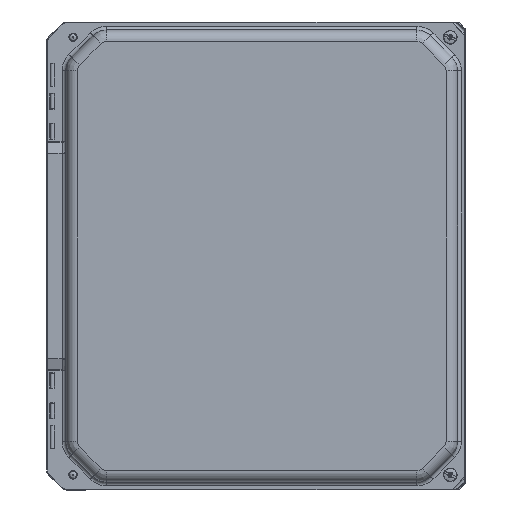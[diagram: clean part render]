
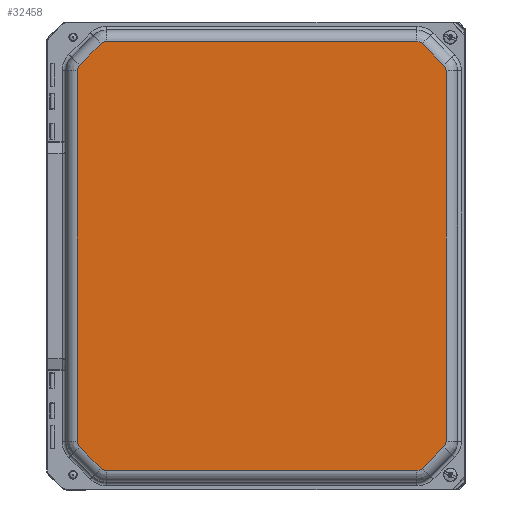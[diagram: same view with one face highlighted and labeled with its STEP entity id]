
A CAD part, top view. The second image highlights one B-rep face of the part: STEP entity #32458.
In plain terms, the highlighted planar face has unit normal (0, 0, 1).
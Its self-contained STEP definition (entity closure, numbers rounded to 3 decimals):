
#4612=LINE('',#72580,#6733);
#4615=LINE('',#72587,#6736);
#4616=LINE('',#72616,#6737);
#4617=LINE('',#72620,#6738);
#4618=LINE('',#72650,#6739);
#4620=LINE('',#72656,#6741);
#4621=LINE('',#72685,#6742);
#4622=LINE('',#72689,#6743);
#6733=VECTOR('',#46271,10.268);
#6736=VECTOR('',#46278,1.013);
#6737=VECTOR('',#46293,1.013);
#6738=VECTOR('',#46298,12.27);
#6739=VECTOR('',#46313,12.27);
#6741=VECTOR('',#46319,1.013);
#6742=VECTOR('',#46334,1.013);
#6743=VECTOR('',#46339,10.268);
#7338=PLANE('',#36509);
#9469=FACE_OUTER_BOUND('',#11626,.T.);
#11626=EDGE_LOOP('',(#29927,#29928,#29929,#29930,#29931,#29932,#29933,#29934,
#29935,#29936,#29937,#29938,#29939,#29940,#29941,#29942));
#13107=CIRCLE('',#36472,0.254);
#13113=CIRCLE('',#36480,0.254);
#13116=CIRCLE('',#36483,0.254);
#13120=CIRCLE('',#36489,0.254);
#13123=CIRCLE('',#36492,0.254);
#13127=CIRCLE('',#36498,0.254);
#13130=CIRCLE('',#36501,0.254);
#13133=CIRCLE('',#36506,0.254);
#15923=VERTEX_POINT('',#72570);
#15924=VERTEX_POINT('',#72572);
#15926=VERTEX_POINT('',#72578);
#15927=VERTEX_POINT('',#72583);
#15929=VERTEX_POINT('',#72597);
#15930=VERTEX_POINT('',#72609);
#15931=VERTEX_POINT('',#72614);
#15932=VERTEX_POINT('',#72618);
#15933=VERTEX_POINT('',#72630);
#15934=VERTEX_POINT('',#72642);
#15936=VERTEX_POINT('',#72648);
#15937=VERTEX_POINT('',#72652);
#15939=VERTEX_POINT('',#72666);
#15940=VERTEX_POINT('',#72678);
#15941=VERTEX_POINT('',#72683);
#15942=VERTEX_POINT('',#72687);
#20609=EDGE_CURVE('',#15923,#15924,#13107,.T.);
#20613=EDGE_CURVE('',#15926,#15923,#4612,.T.);
#20617=EDGE_CURVE('',#15924,#15927,#4615,.T.);
#20619=EDGE_CURVE('',#15929,#15926,#13113,.T.);
#20622=EDGE_CURVE('',#15927,#15930,#13116,.T.);
#20624=EDGE_CURVE('',#15931,#15929,#4616,.T.);
#20626=EDGE_CURVE('',#15930,#15932,#4617,.T.);
#20628=EDGE_CURVE('',#15933,#15931,#13120,.T.);
#20631=EDGE_CURVE('',#15932,#15934,#13123,.T.);
#20633=EDGE_CURVE('',#15936,#15933,#4618,.T.);
#20636=EDGE_CURVE('',#15934,#15937,#4620,.T.);
#20638=EDGE_CURVE('',#15939,#15936,#13127,.T.);
#20641=EDGE_CURVE('',#15937,#15940,#13130,.T.);
#20643=EDGE_CURVE('',#15941,#15939,#4621,.T.);
#20645=EDGE_CURVE('',#15940,#15942,#4622,.T.);
#20646=EDGE_CURVE('',#15942,#15941,#13133,.T.);
#29927=ORIENTED_EDGE('',*,*,#20609,.F.);
#29928=ORIENTED_EDGE('',*,*,#20613,.F.);
#29929=ORIENTED_EDGE('',*,*,#20619,.F.);
#29930=ORIENTED_EDGE('',*,*,#20624,.F.);
#29931=ORIENTED_EDGE('',*,*,#20628,.F.);
#29932=ORIENTED_EDGE('',*,*,#20633,.F.);
#29933=ORIENTED_EDGE('',*,*,#20638,.F.);
#29934=ORIENTED_EDGE('',*,*,#20643,.F.);
#29935=ORIENTED_EDGE('',*,*,#20646,.F.);
#29936=ORIENTED_EDGE('',*,*,#20645,.F.);
#29937=ORIENTED_EDGE('',*,*,#20641,.F.);
#29938=ORIENTED_EDGE('',*,*,#20636,.F.);
#29939=ORIENTED_EDGE('',*,*,#20631,.F.);
#29940=ORIENTED_EDGE('',*,*,#20626,.F.);
#29941=ORIENTED_EDGE('',*,*,#20622,.F.);
#29942=ORIENTED_EDGE('',*,*,#20617,.F.);
#32458=ADVANCED_FACE('',(#9469),#7338,.T.);
#36472=AXIS2_PLACEMENT_3D('',#72573,#46261,#46262);
#36480=AXIS2_PLACEMENT_3D('',#72599,#46281,#46282);
#36483=AXIS2_PLACEMENT_3D('',#72612,#46287,#46288);
#36489=AXIS2_PLACEMENT_3D('',#72632,#46301,#46302);
#36492=AXIS2_PLACEMENT_3D('',#72646,#46307,#46308);
#36498=AXIS2_PLACEMENT_3D('',#72668,#46322,#46323);
#36501=AXIS2_PLACEMENT_3D('',#72681,#46328,#46329);
#36506=AXIS2_PLACEMENT_3D('',#72699,#46340,#46341);
#36509=AXIS2_PLACEMENT_3D('',#72704,#46348,#46349);
#46261=DIRECTION('center_axis',(0.,0.,-1.));
#46262=DIRECTION('ref_axis',(-0.383,-0.924,0.));
#46271=DIRECTION('',(-1.,0.,0.));
#46278=DIRECTION('',(-0.707,0.707,0.));
#46281=DIRECTION('center_axis',(0.,0.,-1.));
#46282=DIRECTION('ref_axis',(0.383,-0.924,0.));
#46287=DIRECTION('center_axis',(0.,0.,-1.));
#46288=DIRECTION('ref_axis',(-0.924,-0.383,0.));
#46293=DIRECTION('',(-0.707,-0.707,0.));
#46298=DIRECTION('',(0.,1.,0.));
#46301=DIRECTION('center_axis',(0.,0.,-1.));
#46302=DIRECTION('ref_axis',(0.924,-0.383,0.));
#46307=DIRECTION('center_axis',(0.,0.,-1.));
#46308=DIRECTION('ref_axis',(-0.924,0.383,0.));
#46313=DIRECTION('',(0.,-1.,0.));
#46319=DIRECTION('',(0.707,0.707,0.));
#46322=DIRECTION('center_axis',(0.,0.,-1.));
#46323=DIRECTION('ref_axis',(0.924,0.383,0.));
#46328=DIRECTION('center_axis',(0.,0.,-1.));
#46329=DIRECTION('ref_axis',(-0.383,0.924,0.));
#46334=DIRECTION('',(0.707,-0.707,0.));
#46339=DIRECTION('',(1.,0.,0.));
#46340=DIRECTION('center_axis',(0.,0.,-1.));
#46341=DIRECTION('ref_axis',(0.383,0.924,0.));
#46348=DIRECTION('center_axis',(0.,0.,1.));
#46349=DIRECTION('ref_axis',(1.,0.,0.));
#72570=CARTESIAN_POINT('',(-4.946,-7.105,1.));
#72572=CARTESIAN_POINT('',(-5.125,-7.031,1.));
#72573=CARTESIAN_POINT('Origin',(-4.946,-6.852,1.));
#72578=CARTESIAN_POINT('',(5.323,-7.105,1.));
#72580=CARTESIAN_POINT('',(5.323,-7.105,1.));
#72583=CARTESIAN_POINT('',(-5.842,-6.315,1.));
#72587=CARTESIAN_POINT('',(-5.125,-7.031,1.));
#72597=CARTESIAN_POINT('',(5.502,-7.031,1.));
#72599=CARTESIAN_POINT('Origin',(5.323,-6.852,1.));
#72609=CARTESIAN_POINT('',(-5.916,-6.135,1.));
#72612=CARTESIAN_POINT('Origin',(-5.662,-6.135,1.));
#72614=CARTESIAN_POINT('',(6.219,-6.315,1.));
#72616=CARTESIAN_POINT('',(6.219,-6.315,1.));
#72618=CARTESIAN_POINT('',(-5.916,6.135,1.));
#72620=CARTESIAN_POINT('',(-5.916,-6.135,1.));
#72630=CARTESIAN_POINT('',(6.293,-6.135,1.));
#72632=CARTESIAN_POINT('Origin',(6.039,-6.135,1.));
#72642=CARTESIAN_POINT('',(-5.842,6.315,1.));
#72646=CARTESIAN_POINT('Origin',(-5.662,6.135,1.));
#72648=CARTESIAN_POINT('',(6.293,6.135,1.));
#72650=CARTESIAN_POINT('',(6.293,6.135,1.));
#72652=CARTESIAN_POINT('',(-5.125,7.031,1.));
#72656=CARTESIAN_POINT('',(-5.842,6.315,1.));
#72666=CARTESIAN_POINT('',(6.219,6.315,1.));
#72668=CARTESIAN_POINT('Origin',(6.039,6.135,1.));
#72678=CARTESIAN_POINT('',(-4.946,7.105,1.));
#72681=CARTESIAN_POINT('Origin',(-4.946,6.852,1.));
#72683=CARTESIAN_POINT('',(5.502,7.031,1.));
#72685=CARTESIAN_POINT('',(5.502,7.031,1.));
#72687=CARTESIAN_POINT('',(5.323,7.105,1.));
#72689=CARTESIAN_POINT('',(-4.946,7.105,1.));
#72699=CARTESIAN_POINT('Origin',(5.323,6.852,1.));
#72704=CARTESIAN_POINT('Origin',(0.189,0.,1.));
